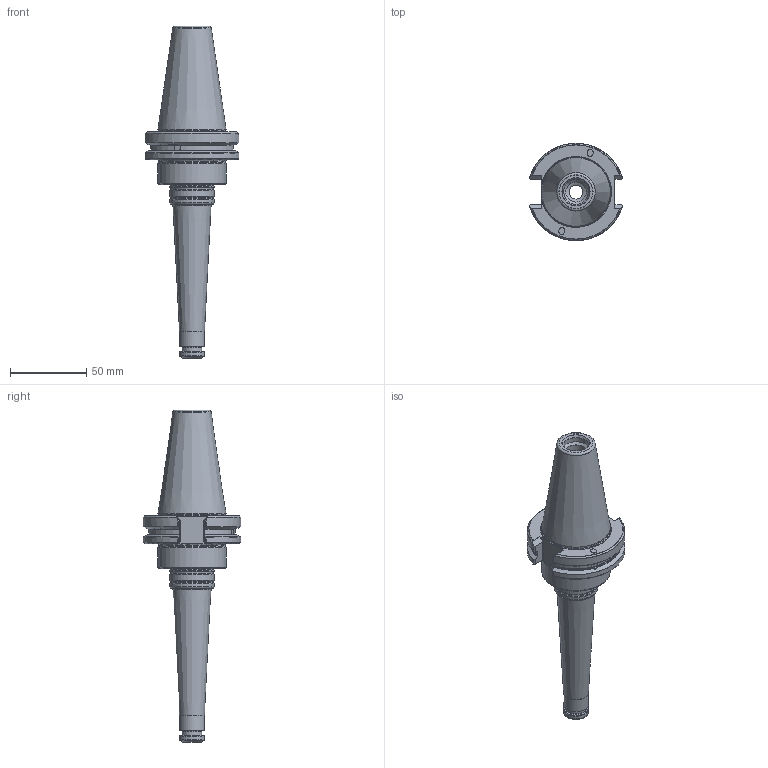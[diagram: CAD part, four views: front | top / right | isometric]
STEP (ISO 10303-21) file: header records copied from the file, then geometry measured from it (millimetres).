
FILE_DESCRIPTION(/* description */ (''),/* implementation_level */ '2;1');
FILE_NAME(/* name */ '434071076.stp',/* time_stamp */ '2021-01-12T12:05:12',/* author */ ('LRA'),/* organization */ ('REGO-FIX'),/* preprocessor_version */ ' Unknown',/* originating_system */ 'SIEMENS PLM Software Solid Edge ST10',/* authorization */ 'Unknown');
FILE_SCHEMA (('AUTOMOTIVE_DESIGN { 1 0 10303 214 2 1 1}'));
Length unit declared in the file: millimetre
Products named in the file (1): NOCUT
Bounding box: 61.04 x 63.58 x 217.05 mm (x, y, z)
Volume: 312025.3 mm3; surface area: 69393.9 mm2
Topology: 2 solids, 2 shells, 244 faces, 631 edges, 401 vertices
Faces by surface type: plane 78, cone 66, cylinder 64, torus 36
Full cylindrical faces by diameter (mm): 3.242 x6, 3.9 x2, 9 x2, 10 x2, 12 x2, 13 x2, 13.375 x2, 13.376 x4, 16 x2, 16.2 x1, 16.3 x2, 16.5 x1, 28.5 x3, 28.8 x3, 43.85 x2, 44.45 x1, 44.75 x1
Entity records: 8526 total; most frequent: CARTESIAN_POINT 1528, DIRECTION 1086, ORIENTED_EDGE 964, EDGE_CURVE 482, AXIS2_PLACEMENT_3D 464, FACE_BOUND 382, EDGE_LOOP 378, VERTEX_POINT 368
